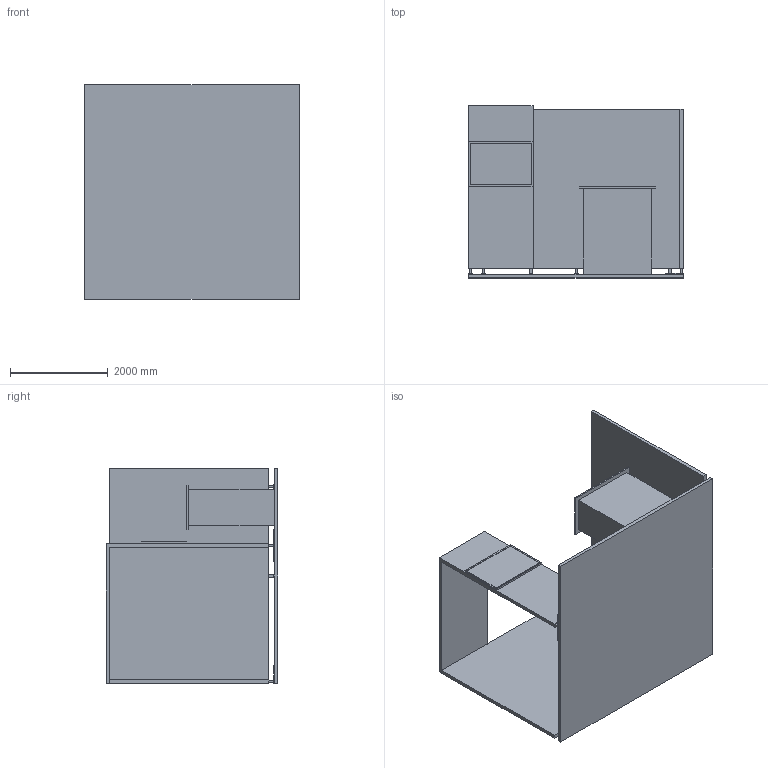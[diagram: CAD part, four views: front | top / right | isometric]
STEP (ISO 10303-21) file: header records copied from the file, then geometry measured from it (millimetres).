
FILE_DESCRIPTION(('FreeCAD Model'),'2;1');
FILE_NAME('Open CASCADE Shape Model','2025-05-02T02:27:54',('FreeCAD'),( 'FreeCAD'),'Open CASCADE STEP processor 7.6','FreeCAD','Unknown');
FILE_SCHEMA(('AUTOMOTIVE_DESIGN { 1 0 10303 214 1 1 1 1 }'));
Length unit declared in the file: millimetre
Products named in the file (1): Open CASCADE STEP translator 7.6 1
Bounding box: 4398.11 x 3518.49 x 4398.11 mm (x, y, z)
Volume: 5969613526.1 mm3; surface area: 131566090.2 mm2
Topology: 13 solids, 13 shells, 122 faces, 264 edges, 176 vertices
Faces by surface type: bspline 122
Entity records: 2970 total; most frequent: CARTESIAN_POINT 1193, ORIENTED_EDGE 528, EDGE_CURVE 264, B_SPLINE_CURVE_WITH_KNOTS 264, VERTEX_POINT 176, FACE_BOUND 130, EDGE_LOOP 130, ADVANCED_FACE 122
